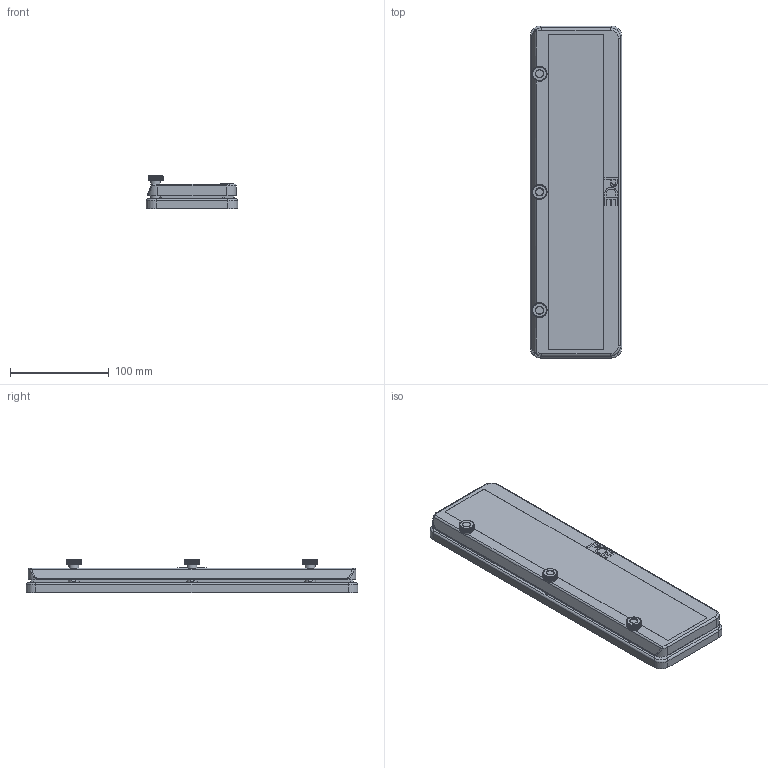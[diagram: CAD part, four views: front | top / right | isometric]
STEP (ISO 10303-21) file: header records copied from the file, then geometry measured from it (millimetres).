
FILE_DESCRIPTION (( 'STEP AP203' ), '1' );
FILE_NAME ('900618.STEP', '2017-11-15T07:52:23', ( '' ), ( '' ), 'SwSTEP 2.0', 'SolidWorks 2016', '' );
FILE_SCHEMA (( 'CONFIG_CONTROL_DESIGN' ));
Length unit declared in the file: millimetre
Products named in the file (1): 900618
Bounding box: 93 x 337 x 33.8 mm (x, y, z)
Volume: 288588.9 mm3; surface area: 117294.2 mm2
Topology: 1 solids, 3 shells, 1273 faces, 3687 edges, 2447 vertices
Faces by surface type: cylinder 497, plane 456, torus 302, cone 14, bspline 2, sphere 2
Full cylindrical faces by diameter (mm): 3.5 x8, 10 x3
Entity records: 45161 total; most frequent: CARTESIAN_POINT 13351, ORIENTED_EDGE 7286, DIRECTION 5771, EDGE_CURVE 3643, VERTEX_POINT 2434, AXIS2_PLACEMENT_3D 2020, LINE 1731, VECTOR 1731
